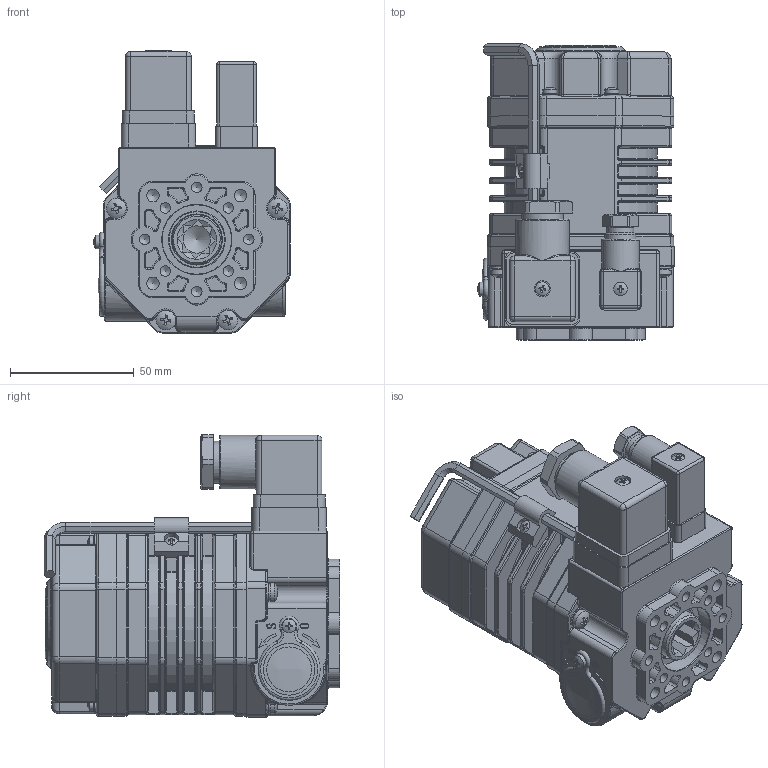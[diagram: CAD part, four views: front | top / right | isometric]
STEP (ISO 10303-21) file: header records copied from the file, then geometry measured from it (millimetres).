
FILE_DESCRIPTION(/* description */ ('Unknown'),/* implementation_level */ '2;1');
FILE_NAME(/* name */ 'AE01_AE02_(AE20_23)',/* time_stamp */ '2021-08-09T08:54:49+02:00',/* author */ ('Unknown'),/* organization */ ('Unknown'),/* preprocessor_version */ 'ST-DEVELOPER v16.7',/* originating_system */ 'Solid Edge',/* authorisation */ 'Unknown');
FILE_SCHEMA (('AUTOMOTIVE_DESIGN {1 0 10303 214 3 1 1}'));
Products named in the file (26): AE01_AE02_(AE20_23); BQ02-011-2 喘謫眊; 狟粣創杶; 驱动轴; BQ02-036 忒梟裔; 躇猾祧菜; 52.5萇儂褲; BQ02萇ァ裔B; 躇猾菜; 售忒釱; 售忒; 滅阨諉芛-d; 滅阨諉芛-2; 坋趼蹟隊M4X16; 坋趼蹟隊M4X16_GB_CROSS_SCREWS_TYPE1 M4X12-12  H type-N; 粟菜 4_GB_FASTENER_WASHER_SSWL 4; す菜 4_GB_FASTENER_WASHER_PWSA 4; 坋趼蹟隊M3X14; 坋趼蹟隊M3X14_GB_CROSS_SCREWS_TYPE1 M3X14-14  H type-N; 粟菜 3_GB_FASTENER_WASHER_SSWL 3; す菜 3_GB_FASTENER_WASHER_PWSA 3; 坋趼蹟隊M3X8_GB_CROSS_SCREWS_TYPE1 M3X14-14  H type-N; 坋趼蹟隊M3X6_GB_CROSS_SCREWS_TYPE1 M3X14-14  H type-N; 硌尨攫; 硌渀; BQ02硌尨敦B
Assembly tree (35 placements, depth 3):
  AE01_AE02_(AE20_23)
    BQ02-011-2 喘謫眊
    狟粣創杶
    驱动轴
    BQ02-036 忒梟裔
    躇猾祧菜
    52.5萇儂褲
    BQ02萇ァ裔B
    躇猾菜
    售忒釱
    售忒
    滅阨諉芛-d
    滅阨諉芛-2
    坋趼蹟隊M4X16  x4
      坋趼蹟隊M4X16_GB_CROSS_SCREWS_TYPE1 M4X12-12  H type-N
      粟菜 4_GB_FASTENER_WASHER_SSWL 4
      す菜 4_GB_FASTENER_WASHER_PWSA 4
    坋趼蹟隊M3X14  x4
      坋趼蹟隊M3X14_GB_CROSS_SCREWS_TYPE1 M3X14-14  H type-N
      粟菜 3_GB_FASTENER_WASHER_SSWL 3
      す菜 3_GB_FASTENER_WASHER_PWSA 3
    坋趼蹟隊M3X8_GB_CROSS_SCREWS_TYPE1 M3X14-14  H type-N  x4
    坋趼蹟隊M3X6_GB_CROSS_SCREWS_TYPE1 M3X14-14  H type-N  x2
    硌尨攫
    硌渀
    BQ02硌尨敦B
Bounding box: 79.37 x 119.35 x 113.8 mm (x, y, z)
Volume: 218046.2 mm3; surface area: 136950 mm2
Topology: 45 solids, 45 shells, 2435 faces, 5908 edges, 3567 vertices
Faces by surface type: cylinder 948, plane 828, torus 303, bspline 201, sphere 81, cone 74
Full cylindrical faces by diameter (mm): 2.5 x21, 3 x11, 3.102 x1, 3.2 x5, 3.3 x16, 3.4 x4, 3.5 x16, 4 x7, 4.2 x8, 4.3 x4, 4.4 x4, 4.5 x4, 4.7 x2, 5 x8, 5.4 x4, 5.5 x1, 5.6 x10, 6 x7, 6.5 x1, 6.8 x4, 8 x8, 10.9 x1, 11 x2, 12.5 x1, 13 x3, 15 x1, 16 x3, 16.8 x1, 18 x2, 19 x3
Entity records: 75298 total; most frequent: CARTESIAN_POINT 18568, DIRECTION 10735, ORIENTED_EDGE 9750, EDGE_CURVE 4875, AXIS2_PLACEMENT_3D 4335, VERTEX_POINT 3102, FACE_BOUND 2571, EDGE_LOOP 2530
